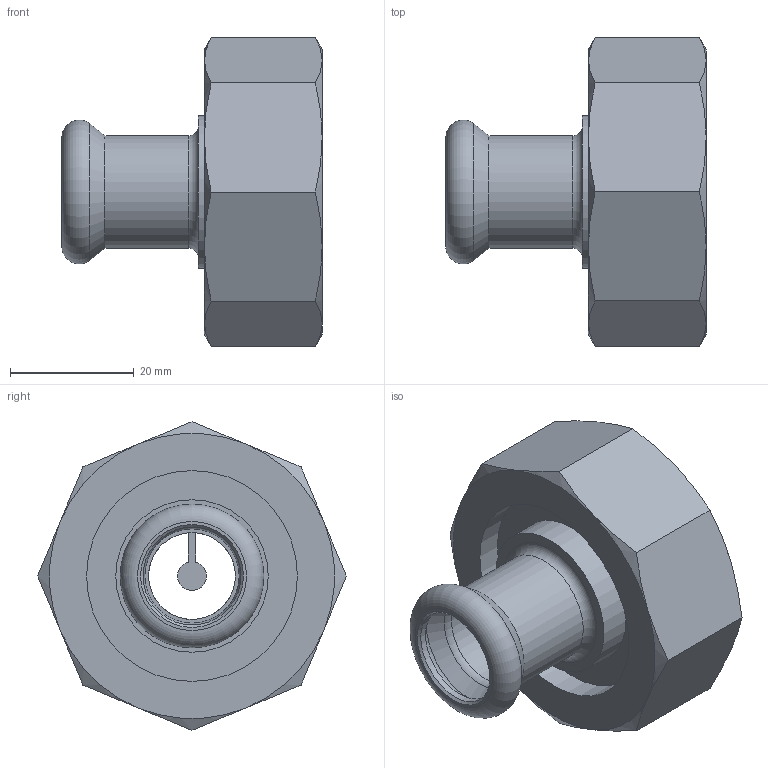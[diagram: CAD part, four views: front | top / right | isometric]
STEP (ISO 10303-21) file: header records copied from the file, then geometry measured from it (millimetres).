
FILE_DESCRIPTION(/* description */ (''),/* implementation_level */ '2;1');
FILE_NAME(/* name */ '35072.stp',/* time_stamp */ '2014-04-01T20:48:03+02:00',/* author */ ('bruh'),/* organization */ (''),/* preprocessor_version */ 'ST-DEVELOPER v15.2',/* originating_system */ 'Autodesk Inventor 2014',/* authorisation */ '');
FILE_SCHEMA (('AUTOMOTIVE_DESIGN { 1 0 10303 214 3 1 1 }'));
Length unit declared in the file: millimetre
Products named in the file (4): 101229; 102287; 400776; 35072
Bounding box: 42 x 49.79 x 49.79 mm (x, y, z)
Volume: 19029.2 mm3; surface area: 12491.6 mm2
Topology: 2 solids, 2 shells, 54 faces, 112 edges, 67 vertices
Faces by surface type: cone 21, plane 20, cylinder 9, torus 4
Full cylindrical faces by diameter (mm): 14 x1, 15.2 x1, 15.8 x1, 18.2 x1, 24.6 x1, 34 x1, 38 x1, 38.952 x1
Entity records: 1407 total; most frequent: CARTESIAN_POINT 281, DIRECTION 226, ORIENTED_EDGE 184, AXIS2_PLACEMENT_3D 105, EDGE_CURVE 92, EDGE_LOOP 80, VERTEX_POINT 64, ADVANCED_FACE 54
